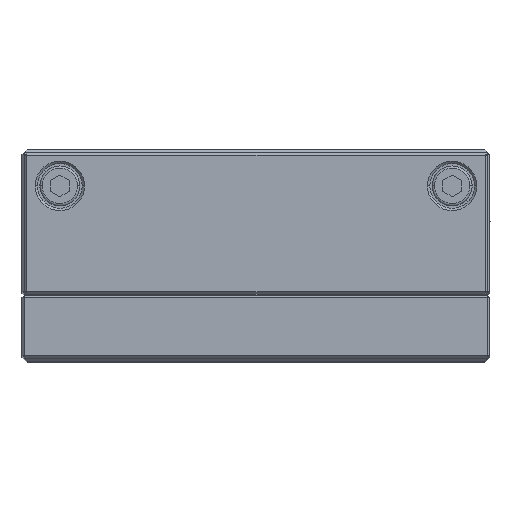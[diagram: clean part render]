
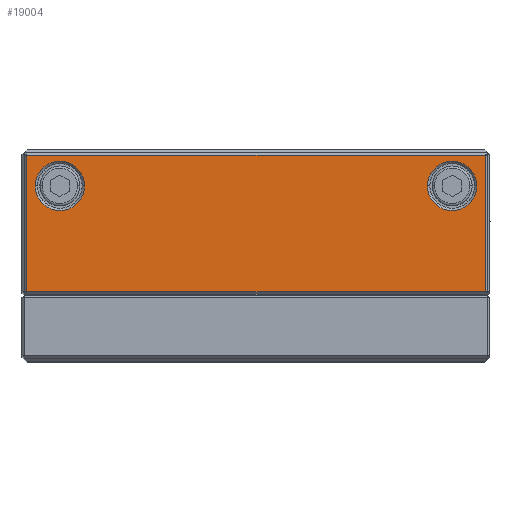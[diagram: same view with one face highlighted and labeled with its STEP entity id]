
A CAD part, top view. The second image highlights one B-rep face of the part: STEP entity #19004.
In plain terms, the highlighted planar face has unit normal (0, 0, 1).
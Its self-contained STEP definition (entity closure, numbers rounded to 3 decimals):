
#1002 = CIRCLE ( 'NONE', #18678, 5.25 ) ;
#1644 = DIRECTION ( 'NONE',  ( 0., 0., 1. ) ) ;
#1646 = FACE_OUTER_BOUND ( 'NONE', #19416, .T. ) ;
#1647 = CARTESIAN_POINT ( 'NONE',  ( -49.2, 14.25, 86.5 ) ) ;
#1648 = FACE_BOUND ( 'NONE', #19413, .T. ) ;
#1650 = FACE_BOUND ( 'NONE', #17893, .T. ) ;
#1651 = PLANE ( 'NONE',  #22007 ) ;
#1652 = DIRECTION ( 'NONE',  ( 1., 0., 0. ) ) ;
#3764 = ORIENTED_EDGE ( 'NONE', *, *, #21767, .T. ) ;
#3765 = ORIENTED_EDGE ( 'NONE', *, *, #21786, .T. ) ;
#3766 = ORIENTED_EDGE ( 'NONE', *, *, #21855, .T. ) ;
#3767 = ORIENTED_EDGE ( 'NONE', *, *, #21857, .T. ) ;
#3768 = ORIENTED_EDGE ( 'NONE', *, *, #21833, .T. ) ;
#3769 = ORIENTED_EDGE ( 'NONE', *, *, #13970, .T. ) ;
#4798 = VERTEX_POINT ( 'NONE', #12537 ) ;
#4801 = VERTEX_POINT ( 'NONE', #12543 ) ;
#4802 = VERTEX_POINT ( 'NONE', #12539 ) ;
#4963 = CARTESIAN_POINT ( 'NONE',  ( -48.7, 43.75, 86.5 ) ) ;
#5337 = CARTESIAN_POINT ( 'NONE',  ( 41.7, 37.25, 86.5 ) ) ;
#5338 = DIRECTION ( 'NONE',  ( 0., 0., -1. ) ) ;
#5339 = DIRECTION ( 'NONE',  ( 1., 0., 0. ) ) ;
#5395 = CARTESIAN_POINT ( 'NONE',  ( -41.7, 37.25, 86.5 ) ) ;
#5396 = DIRECTION ( 'NONE',  ( 0., 0., -1. ) ) ;
#5397 = DIRECTION ( 'NONE',  ( 1., 0., 0. ) ) ;
#8504 = VERTEX_POINT ( 'NONE', #15054 ) ;
#8506 = VERTEX_POINT ( 'NONE', #15050 ) ;
#9438 = CARTESIAN_POINT ( 'NONE',  ( -48.7, 14.25, 86.5 ) ) ;
#9470 = LINE ( 'NONE', #9438, #17773 ) ;
#9477 = DIRECTION ( 'NONE',  ( 0., -1., 0. ) ) ;
#9503 = CARTESIAN_POINT ( 'NONE',  ( 49.2, 14.75, 86.5 ) ) ;
#9513 = LINE ( 'NONE', #9503, #17797 ) ;
#9522 = DIRECTION ( 'NONE',  ( 1., 0., 0. ) ) ;
#9529 = CARTESIAN_POINT ( 'NONE',  ( -41.7, 37.25, 86.5 ) ) ;
#9531 = DIRECTION ( 'NONE',  ( 0., 0., -1. ) ) ;
#9533 = DIRECTION ( 'NONE',  ( 1., 0., 0. ) ) ;
#9641 = CARTESIAN_POINT ( 'NONE',  ( 41.7, 37.25, 86.5 ) ) ;
#9642 = DIRECTION ( 'NONE',  ( 0., 0., -1. ) ) ;
#9643 = DIRECTION ( 'NONE',  ( 1., 0., 0. ) ) ;
#9669 = LINE ( 'NONE', #9670, #17844 ) ;
#9670 = CARTESIAN_POINT ( 'NONE',  ( 48.7, 44.25, 86.5 ) ) ;
#9671 = DIRECTION ( 'NONE',  ( 0., 1., 0. ) ) ;
#9672 = LINE ( 'NONE', #9673, #17845 ) ;
#9673 = CARTESIAN_POINT ( 'NONE',  ( -49.2, 43.75, 86.5 ) ) ;
#9674 = DIRECTION ( 'NONE',  ( -1., 0., 0. ) ) ;
#11593 = VERTEX_POINT ( 'NONE', #15362 ) ;
#11933 = VERTEX_POINT ( 'NONE', #4963 ) ;
#12537 = CARTESIAN_POINT ( 'NONE',  ( 36.45, 37.25, 86.5 ) ) ;
#12539 = CARTESIAN_POINT ( 'NONE',  ( 46.95, 37.25, 86.5 ) ) ;
#12543 = CARTESIAN_POINT ( 'NONE',  ( 48.7, 14.75, 86.5 ) ) ;
#13296 = CIRCLE ( 'NONE', #13298, 5.25 ) ;
#13298 = AXIS2_PLACEMENT_3D ( 'NONE', #5337, #5338, #5339 ) ;
#13970 = EDGE_CURVE ( 'NONE', #4798, #4802, #13296, .T. ) ;
#14009 = EDGE_CURVE ( 'NONE', #8506, #8504, #1002, .T. ) ;
#15050 = CARTESIAN_POINT ( 'NONE',  ( -46.95, 37.25, 86.5 ) ) ;
#15054 = CARTESIAN_POINT ( 'NONE',  ( -36.45, 37.25, 86.5 ) ) ;
#15362 = CARTESIAN_POINT ( 'NONE',  ( 48.7, 43.75, 86.5 ) ) ;
#17773 = VECTOR ( 'NONE', #9477, 1000. ) ;
#17797 = VECTOR ( 'NONE', #9522, 1000. ) ;
#17801 = CIRCLE ( 'NONE', #17803, 5.25 ) ;
#17803 = AXIS2_PLACEMENT_3D ( 'NONE', #9529, #9531, #9533 ) ;
#17831 = CIRCLE ( 'NONE', #17833, 5.25 ) ;
#17833 = AXIS2_PLACEMENT_3D ( 'NONE', #9641, #9642, #9643 ) ;
#17844 = VECTOR ( 'NONE', #9671, 1000. ) ;
#17845 = VECTOR ( 'NONE', #9674, 1000. ) ;
#17885 = ORIENTED_EDGE ( 'NONE', *, *, #21788, .T. ) ;
#17886 = ORIENTED_EDGE ( 'NONE', *, *, #14009, .T. ) ;
#17893 = EDGE_LOOP ( 'NONE', ( #17885, #17886 ) ) ;
#18678 = AXIS2_PLACEMENT_3D ( 'NONE', #5395, #5396, #5397 ) ;
#19004 = ADVANCED_FACE ( 'NONE', ( #1646, #1648, #1650 ), #1651, .T. ) ;
#19413 = EDGE_LOOP ( 'NONE', ( #3768, #3769 ) ) ;
#19416 = EDGE_LOOP ( 'NONE', ( #3764, #3765, #3766, #3767 ) ) ;
#19530 = VERTEX_POINT ( 'NONE', #20660 ) ;
#20660 = CARTESIAN_POINT ( 'NONE',  ( -48.7, 14.75, 86.5 ) ) ;
#21767 = EDGE_CURVE ( 'NONE', #11933, #19530, #9470, .T. ) ;
#21786 = EDGE_CURVE ( 'NONE', #19530, #4801, #9513, .T. ) ;
#21788 = EDGE_CURVE ( 'NONE', #8504, #8506, #17801, .T. ) ;
#21833 = EDGE_CURVE ( 'NONE', #4802, #4798, #17831, .T. ) ;
#21855 = EDGE_CURVE ( 'NONE', #4801, #11593, #9669, .T. ) ;
#21857 = EDGE_CURVE ( 'NONE', #11593, #11933, #9672, .T. ) ;
#22007 = AXIS2_PLACEMENT_3D ( 'NONE', #1647, #1644, #1652 ) ;
